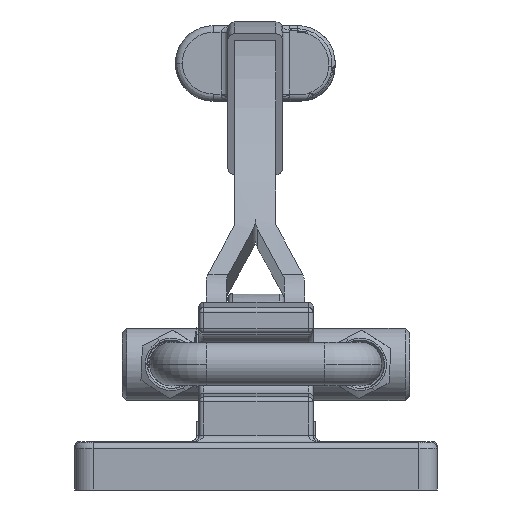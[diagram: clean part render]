
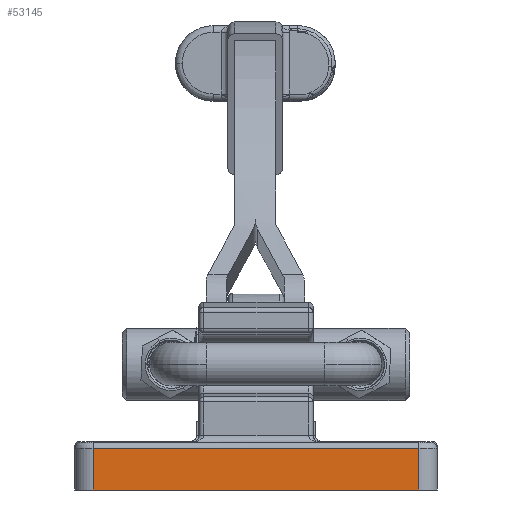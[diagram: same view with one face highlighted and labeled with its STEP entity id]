
A CAD part, left-side view. The second image highlights one B-rep face of the part: STEP entity #53145.
In plain terms, the highlighted planar face has unit normal (-1, 0, 0).
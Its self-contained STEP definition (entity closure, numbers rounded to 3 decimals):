
#23087 = CARTESIAN_POINT ( 'NONE',  ( 0., 4., 0. ) ) ;
#23175 = CARTESIAN_POINT ( 'NONE',  ( 0., 75.4, 0. ) ) ;
#23189 = CARTESIAN_POINT ( 'NONE',  ( 0., 75.4, 9. ) ) ;
#23190 = DIRECTION ( 'NONE',  ( 0., 0., -1. ) ) ;
#23191 = VECTOR ( 'NONE', #23190, 1000. ) ;
#23192 = CARTESIAN_POINT ( 'NONE',  ( 0., 75.4, 10.5 ) ) ;
#23193 = LINE ( 'NONE', #23192, #23191 ) ;
#23248 = PLANE ( 'NONE',  #23302 ) ;
#23249 = FACE_OUTER_BOUND ( 'NONE', #53147, .T. ) ;
#23282 = CARTESIAN_POINT ( 'NONE',  ( 0., 4., 9. ) ) ;
#23283 = DIRECTION ( 'NONE',  ( 0., 0., -1. ) ) ;
#23284 = VECTOR ( 'NONE', #23283, 1000. ) ;
#23285 = CARTESIAN_POINT ( 'NONE',  ( 0., 4., 10.5 ) ) ;
#23286 = LINE ( 'NONE', #23285, #23284 ) ;
#23299 = DIRECTION ( 'NONE',  ( 0., 0., -1. ) ) ;
#23300 = DIRECTION ( 'NONE',  ( 1., 0., 0. ) ) ;
#23301 = CARTESIAN_POINT ( 'NONE',  ( 0., 75.4, 10.5 ) ) ;
#23302 = AXIS2_PLACEMENT_3D ( 'NONE', #23301, #23300, #23299 ) ;
#23311 = DIRECTION ( 'NONE',  ( 0., -1., 0. ) ) ;
#23312 = VECTOR ( 'NONE', #23311, 1000. ) ;
#23313 = CARTESIAN_POINT ( 'NONE',  ( 0., 75.4, 0. ) ) ;
#23318 = LINE ( 'NONE', #23313, #23312 ) ;
#23325 = DIRECTION ( 'NONE',  ( 0., 1., 0. ) ) ;
#23326 = VECTOR ( 'NONE', #23325, 1000. ) ;
#23327 = CARTESIAN_POINT ( 'NONE',  ( 0., 75.4, 9. ) ) ;
#23328 = LINE ( 'NONE', #23327, #23326 ) ;
#52996 = VERTEX_POINT ( 'NONE', #23087 ) ;
#53034 = VERTEX_POINT ( 'NONE', #23175 ) ;
#53081 = EDGE_CURVE ( 'NONE', #53083, #53034, #23193, .T. ) ;
#53083 = VERTEX_POINT ( 'NONE', #23189 ) ;
#53145 = ADVANCED_FACE ( 'NONE', ( #23249 ), #23248, .F. ) ;
#53147 = EDGE_LOOP ( 'NONE', ( #53155, #53162, #53173, #53212 ) ) ;
#53155 = ORIENTED_EDGE ( 'NONE', *, *, #53156, .F. ) ;
#53156 = EDGE_CURVE ( 'NONE', #53159, #52996, #23286, .T. ) ;
#53159 = VERTEX_POINT ( 'NONE', #23282 ) ;
#53162 = ORIENTED_EDGE ( 'NONE', *, *, #53166, .T. ) ;
#53166 = EDGE_CURVE ( 'NONE', #53159, #53083, #23328, .T. ) ;
#53173 = ORIENTED_EDGE ( 'NONE', *, *, #53081, .T. ) ;
#53180 = EDGE_CURVE ( 'NONE', #53034, #52996, #23318, .T. ) ;
#53212 = ORIENTED_EDGE ( 'NONE', *, *, #53180, .T. ) ;
